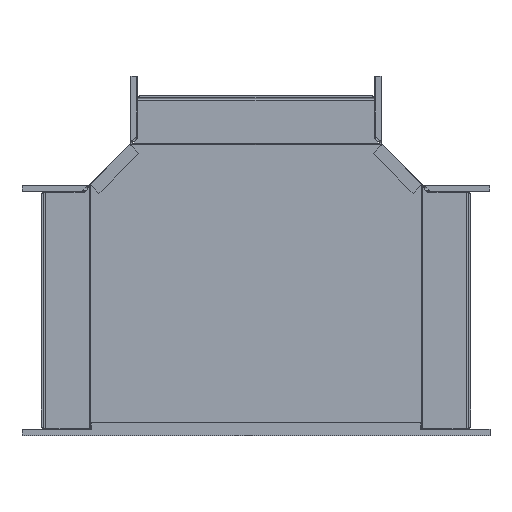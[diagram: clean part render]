
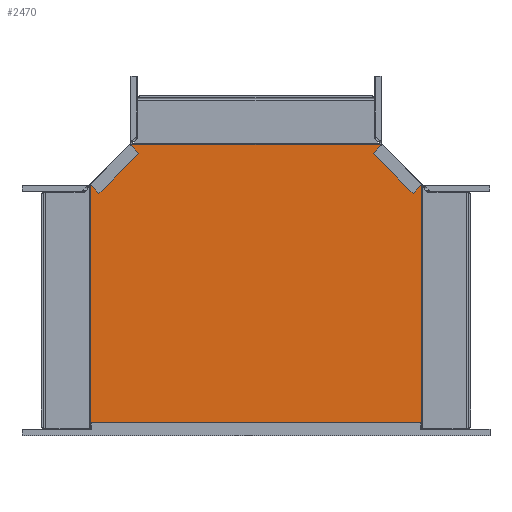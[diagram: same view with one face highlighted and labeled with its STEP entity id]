
A CAD part, front view. The second image highlights one B-rep face of the part: STEP entity #2470.
In plain terms, the highlighted planar face has unit normal (0, -1, 0).
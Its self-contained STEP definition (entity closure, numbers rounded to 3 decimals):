
#96 = LINE ( 'NONE', #3722, #4716 ) ;
#140 = CARTESIAN_POINT ( 'NONE',  ( 196.134, 0., 6.5 ) ) ;
#153 = DIRECTION ( 'NONE',  ( 1., 0., 0. ) ) ;
#154 = EDGE_CURVE ( 'NONE', #4167, #4220, #3890, .T. ) ;
#317 = CARTESIAN_POINT ( 'NONE',  ( -147.43, 0., 342.103 ) ) ;
#352 = CARTESIAN_POINT ( 'NONE',  ( 147.093, 0., 342.384 ) ) ;
#438 = B_SPLINE_CURVE_WITH_KNOTS ( 'NONE', 3,
 ( #2545, #317, #3084, #3515 ),
 .UNSPECIFIED., .F., .F.,
 ( 4, 4 ),
 ( 0.005, 0.006 ),
 .UNSPECIFIED. ) ;
#471 = DIRECTION ( 'NONE',  ( -1., 0., 0. ) ) ;
#517 = EDGE_CURVE ( 'NONE', #4962, #5059, #3993, .T. ) ;
#729 = DIRECTION ( 'NONE',  ( 0., 0., -1. ) ) ;
#735 = CARTESIAN_POINT ( 'NONE',  ( 0., 0., 0. ) ) ;
#742 = DIRECTION ( 'NONE',  ( 0., 0., 1. ) ) ;
#772 = VERTEX_POINT ( 'NONE', #5640 ) ;
#788 = CARTESIAN_POINT ( 'NONE',  ( 195.073, 0., 6.5 ) ) ;
#790 = FACE_OUTER_BOUND ( 'NONE', #5287, .T. ) ;
#828 = DIRECTION ( 'NONE',  ( -0.707, 0., -0.707 ) ) ;
#830 = CARTESIAN_POINT ( 'NONE',  ( 147.604, 0., 341.969 ) ) ;
#920 = CARTESIAN_POINT ( 'NONE',  ( 196.134, 0., 0. ) ) ;
#930 = LINE ( 'NONE', #989, #1719 ) ;
#989 = CARTESIAN_POINT ( 'NONE',  ( 187.925, 0., 301.648 ) ) ;
#1072 = VECTOR ( 'NONE', #5661, 1000. ) ;
#1093 = ORIENTED_EDGE ( 'NONE', *, *, #5080, .F. ) ;
#1107 = EDGE_CURVE ( 'NONE', #5669, #2229, #2361, .T. ) ;
#1237 = LINE ( 'NONE', #3454, #2899 ) ;
#1238 = CARTESIAN_POINT ( 'NONE',  ( 195.073, 0., 6.5 ) ) ;
#1358 = EDGE_CURVE ( 'NONE', #2426, #4220, #4656, .T. ) ;
#1369 = VECTOR ( 'NONE', #742, 1000. ) ;
#1550 = ORIENTED_EDGE ( 'NONE', *, *, #1358, .T. ) ;
#1599 = CARTESIAN_POINT ( 'NONE',  ( 147.604, 0., 341.969 ) ) ;
#1615 = LINE ( 'NONE', #3417, #3286 ) ;
#1623 = ORIENTED_EDGE ( 'NONE', *, *, #3585, .F. ) ;
#1719 = VECTOR ( 'NONE', #4676, 1000. ) ;
#1890 = CARTESIAN_POINT ( 'NONE',  ( 147.093, 0., 342.384 ) ) ;
#1963 = EDGE_CURVE ( 'NONE', #4932, #2229, #96, .T. ) ;
#2037 = EDGE_CURVE ( 'NONE', #4962, #2375, #4624, .T. ) ;
#2065 = EDGE_CURVE ( 'NONE', #4907, #4167, #5215, .T. ) ;
#2133 = CARTESIAN_POINT ( 'NONE',  ( -195.719, 0., 293.854 ) ) ;
#2194 = CARTESIAN_POINT ( 'NONE',  ( 195.073, 0., 0. ) ) ;
#2229 = VERTEX_POINT ( 'NONE', #1890 ) ;
#2284 = ORIENTED_EDGE ( 'NONE', *, *, #2065, .F. ) ;
#2361 = B_SPLINE_CURVE_WITH_KNOTS ( 'NONE', 3,
 ( #830, #4525, #4953, #352 ),
 .UNSPECIFIED., .F., .F.,
 ( 4, 4 ),
 ( 0.005, 0.006 ),
 .UNSPECIFIED. ) ;
#2375 = VERTEX_POINT ( 'NONE', #140 ) ;
#2415 = ORIENTED_EDGE ( 'NONE', *, *, #2037, .T. ) ;
#2426 = VERTEX_POINT ( 'NONE', #2133 ) ;
#2463 = VERTEX_POINT ( 'NONE', #3484 ) ;
#2470 = ADVANCED_FACE ( 'NONE', ( #790 ), #4454, .F. ) ;
#2489 = ORIENTED_EDGE ( 'NONE', *, *, #2952, .F. ) ;
#2497 = ORIENTED_EDGE ( 'NONE', *, *, #2511, .T. ) ;
#2510 = CARTESIAN_POINT ( 'NONE',  ( -147.604, 0., 341.969 ) ) ;
#2511 = EDGE_CURVE ( 'NONE', #4531, #4733, #1237, .T. ) ;
#2517 = CARTESIAN_POINT ( 'NONE',  ( -196.134, 0., 293.343 ) ) ;
#2545 = CARTESIAN_POINT ( 'NONE',  ( -147.604, 0., 341.969 ) ) ;
#2599 = VECTOR ( 'NONE', #3512, 1000. ) ;
#2671 = CARTESIAN_POINT ( 'NONE',  ( 196.134, 0., 293.343 ) ) ;
#2732 = DIRECTION ( 'NONE',  ( 0., 0., -1. ) ) ;
#2741 = ORIENTED_EDGE ( 'NONE', *, *, #3547, .T. ) ;
#2781 = B_SPLINE_CURVE_WITH_KNOTS ( 'NONE', 3,
 ( #5040, #3209, #5008, #2671 ),
 .UNSPECIFIED., .F., .F.,
 ( 4, 4 ),
 ( 0.005, 0.006 ),
 .UNSPECIFIED. ) ;
#2836 = CARTESIAN_POINT ( 'NONE',  ( -195.073, 0., 6.5 ) ) ;
#2858 = CARTESIAN_POINT ( 'NONE',  ( -195.073, 0., 6.5 ) ) ;
#2893 = CARTESIAN_POINT ( 'NONE',  ( 0., 0., 6.5 ) ) ;
#2899 = VECTOR ( 'NONE', #3053, 1000. ) ;
#2905 = VERTEX_POINT ( 'NONE', #2510 ) ;
#2952 = EDGE_CURVE ( 'NONE', #5059, #772, #1615, .T. ) ;
#3053 = DIRECTION ( 'NONE',  ( 0., 0., -1. ) ) ;
#3084 = CARTESIAN_POINT ( 'NONE',  ( -147.256, 0., 342.237 ) ) ;
#3122 = CARTESIAN_POINT ( 'NONE',  ( -187.925, 0., 301.648 ) ) ;
#3138 = VECTOR ( 'NONE', #2732, 1000. ) ;
#3209 = CARTESIAN_POINT ( 'NONE',  ( 195.853, 0., 293.68 ) ) ;
#3286 = VECTOR ( 'NONE', #729, 1000. ) ;
#3357 = VECTOR ( 'NONE', #153, 1000. ) ;
#3417 = CARTESIAN_POINT ( 'NONE',  ( 195.073, 0., 0. ) ) ;
#3454 = CARTESIAN_POINT ( 'NONE',  ( -195.073, 0., 0. ) ) ;
#3484 = CARTESIAN_POINT ( 'NONE',  ( 196.134, 0., 293.343 ) ) ;
#3512 = DIRECTION ( 'NONE',  ( -1., 0., 0. ) ) ;
#3514 = DIRECTION ( 'NONE',  ( 0., 0., 1. ) ) ;
#3515 = CARTESIAN_POINT ( 'NONE',  ( -147.093, 0., 342.384 ) ) ;
#3547 = EDGE_CURVE ( 'NONE', #2905, #2426, #4462, .T. ) ;
#3585 = EDGE_CURVE ( 'NONE', #772, #4733, #5859, .T. ) ;
#3614 = LINE ( 'NONE', #920, #3138 ) ;
#3722 = CARTESIAN_POINT ( 'NONE',  ( 0., 0., 342.384 ) ) ;
#3735 = CARTESIAN_POINT ( 'NONE',  ( -195.073, 0., 0. ) ) ;
#3871 = LINE ( 'NONE', #2836, #1072 ) ;
#3890 = LINE ( 'NONE', #5739, #1369 ) ;
#3992 = ORIENTED_EDGE ( 'NONE', *, *, #154, .F. ) ;
#3993 = LINE ( 'NONE', #788, #2599 ) ;
#4026 = EDGE_CURVE ( 'NONE', #4907, #4531, #3871, .T. ) ;
#4165 = ORIENTED_EDGE ( 'NONE', *, *, #517, .F. ) ;
#4167 = VERTEX_POINT ( 'NONE', #5273 ) ;
#4172 = ORIENTED_EDGE ( 'NONE', *, *, #1107, .T. ) ;
#4203 = ORIENTED_EDGE ( 'NONE', *, *, #4845, .F. ) ;
#4220 = VERTEX_POINT ( 'NONE', #5390 ) ;
#4393 = CARTESIAN_POINT ( 'NONE',  ( -147.093, 0., 342.384 ) ) ;
#4454 = PLANE ( 'NONE',  #5041 ) ;
#4462 = LINE ( 'NONE', #3122, #4605 ) ;
#4465 = ORIENTED_EDGE ( 'NONE', *, *, #4026, .T. ) ;
#4525 = CARTESIAN_POINT ( 'NONE',  ( 147.43, 0., 342.103 ) ) ;
#4531 = VERTEX_POINT ( 'NONE', #2858 ) ;
#4605 = VECTOR ( 'NONE', #828, 1000. ) ;
#4624 = LINE ( 'NONE', #5121, #3357 ) ;
#4656 = B_SPLINE_CURVE_WITH_KNOTS ( 'NONE', 3,
 ( #4876, #5824, #5796, #2517 ),
 .UNSPECIFIED., .F., .F.,
 ( 4, 4 ),
 ( 0.005, 0.006 ),
 .UNSPECIFIED. ) ;
#4676 = DIRECTION ( 'NONE',  ( 0.707, 0., -0.707 ) ) ;
#4716 = VECTOR ( 'NONE', #5181, 1000. ) ;
#4733 = VERTEX_POINT ( 'NONE', #3735 ) ;
#4744 = DIRECTION ( 'NONE',  ( -1., 0., 0. ) ) ;
#4752 = ORIENTED_EDGE ( 'NONE', *, *, #1963, .F. ) ;
#4781 = VERTEX_POINT ( 'NONE', #5140 ) ;
#4845 = EDGE_CURVE ( 'NONE', #2463, #2375, #3614, .T. ) ;
#4876 = CARTESIAN_POINT ( 'NONE',  ( -195.719, 0., 293.854 ) ) ;
#4907 = VERTEX_POINT ( 'NONE', #5732 ) ;
#4932 = VERTEX_POINT ( 'NONE', #4393 ) ;
#4953 = CARTESIAN_POINT ( 'NONE',  ( 147.256, 0., 342.237 ) ) ;
#4962 = VERTEX_POINT ( 'NONE', #5403 ) ;
#5001 = VECTOR ( 'NONE', #471, 1000. ) ;
#5002 = EDGE_CURVE ( 'NONE', #2905, #4932, #438, .T. ) ;
#5008 = CARTESIAN_POINT ( 'NONE',  ( 195.987, 0., 293.506 ) ) ;
#5040 = CARTESIAN_POINT ( 'NONE',  ( 195.719, 0., 293.854 ) ) ;
#5041 = AXIS2_PLACEMENT_3D ( 'NONE', #735, #5825, #3514 ) ;
#5059 = VERTEX_POINT ( 'NONE', #1238 ) ;
#5080 = EDGE_CURVE ( 'NONE', #4781, #2463, #2781, .T. ) ;
#5121 = CARTESIAN_POINT ( 'NONE',  ( 195.719, 0., 6.5 ) ) ;
#5140 = CARTESIAN_POINT ( 'NONE',  ( 195.719, 0., 293.854 ) ) ;
#5181 = DIRECTION ( 'NONE',  ( 1., 0., 0. ) ) ;
#5215 = LINE ( 'NONE', #2893, #5407 ) ;
#5235 = ORIENTED_EDGE ( 'NONE', *, *, #5529, .F. ) ;
#5273 = CARTESIAN_POINT ( 'NONE',  ( -196.134, 0., 6.5 ) ) ;
#5287 = EDGE_LOOP ( 'NONE', ( #4165, #2415, #4203, #1093, #5235, #4172, #4752, #5425, #2741, #1550, #3992, #2284, #4465, #2497, #1623, #2489 ) ) ;
#5390 = CARTESIAN_POINT ( 'NONE',  ( -196.134, 0., 293.343 ) ) ;
#5403 = CARTESIAN_POINT ( 'NONE',  ( 195.719, 0., 6.5 ) ) ;
#5407 = VECTOR ( 'NONE', #4744, 1000. ) ;
#5425 = ORIENTED_EDGE ( 'NONE', *, *, #5002, .F. ) ;
#5529 = EDGE_CURVE ( 'NONE', #5669, #4781, #930, .T. ) ;
#5640 = CARTESIAN_POINT ( 'NONE',  ( 195.073, 0., 0. ) ) ;
#5661 = DIRECTION ( 'NONE',  ( 1., 0., 0. ) ) ;
#5669 = VERTEX_POINT ( 'NONE', #1599 ) ;
#5732 = CARTESIAN_POINT ( 'NONE',  ( -195.719, 0., 6.5 ) ) ;
#5739 = CARTESIAN_POINT ( 'NONE',  ( -196.134, 0., 0. ) ) ;
#5796 = CARTESIAN_POINT ( 'NONE',  ( -195.987, 0., 293.506 ) ) ;
#5824 = CARTESIAN_POINT ( 'NONE',  ( -195.853, 0., 293.68 ) ) ;
#5825 = DIRECTION ( 'NONE',  ( 0., 1., 0. ) ) ;
#5859 = LINE ( 'NONE', #2194, #5001 ) ;
